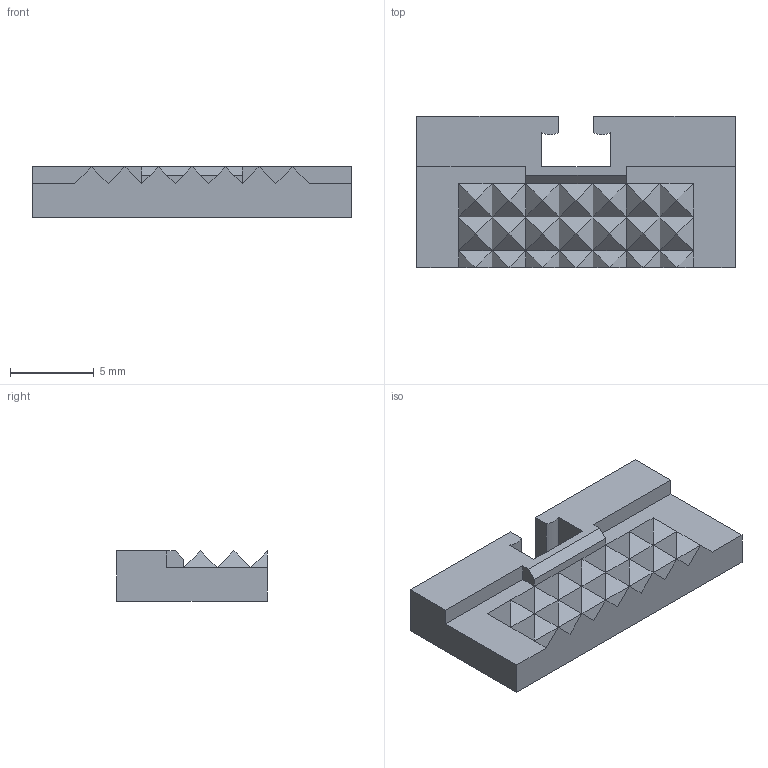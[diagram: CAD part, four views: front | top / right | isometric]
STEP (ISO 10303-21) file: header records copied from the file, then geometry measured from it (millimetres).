
FILE_DESCRIPTION(/* description */ (''),/* implementation_level */ '2;1');
FILE_NAME(/* name */ 'Clamp-part2(moving)-Base9x19mm.stp',/* time_stamp */ '2022-07-17T18:25:06+02:00',/* author */ ('Nikita'),/* organization */ (''),/* preprocessor_version */ 'ST-DEVELOPER v16.5',/* originating_system */ 'Autodesk Inventor 2017',/* authorisation */ '');
FILE_SCHEMA (('AUTOMOTIVE_DESIGN { 1 0 10303 214 3 1 1 }'));
Length unit declared in the file: millimetre
Products named in the file (1): Clamp-part2(moving)-Base9x19mm.
Bounding box: 19 x 9 x 3 mm (x, y, z)
Volume: 396.5 mm3; surface area: 544 mm2
Topology: 1 solids, 1 shells, 101 faces, 193 edges, 94 vertices
Faces by surface type: plane 99, cylinder 2
Entity records: 2389 total; most frequent: DIRECTION 401, CARTESIAN_POINT 389, ORIENTED_EDGE 386, EDGE_CURVE 193, LINE 189, VECTOR 189, AXIS2_PLACEMENT_3D 106, FACE_OUTER_BOUND 101
